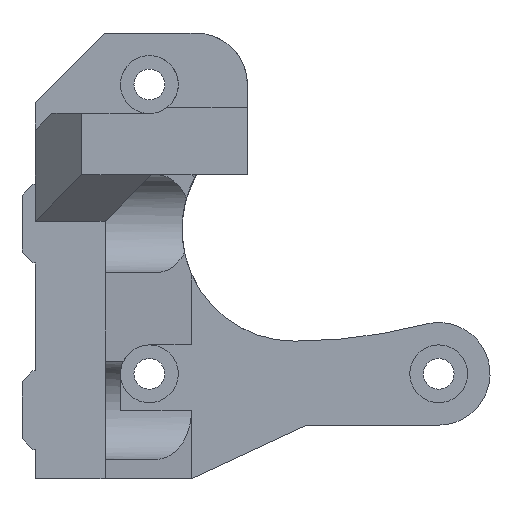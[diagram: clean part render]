
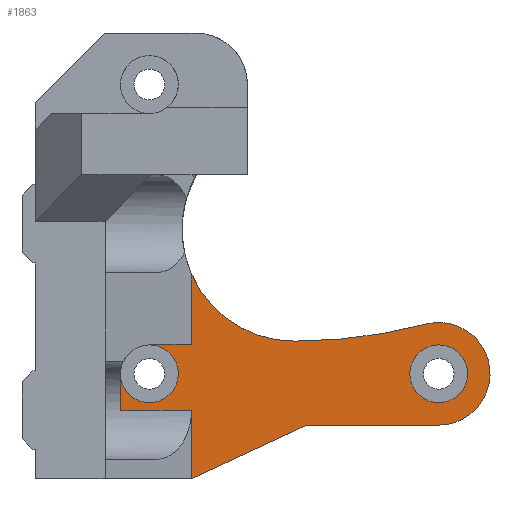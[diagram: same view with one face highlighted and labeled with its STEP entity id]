
A CAD part, front view. The second image highlights one B-rep face of the part: STEP entity #1863.
In plain terms, the highlighted planar face has unit normal (0, -1, 0).
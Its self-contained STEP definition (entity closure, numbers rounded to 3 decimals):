
#23=FACE_BOUND('',#293,.T.);
#57=CIRCLE('',#1960,12.);
#78=CIRCLE('',#2022,3.1);
#79=CIRCLE('',#2023,5.5);
#80=CIRCLE('',#2024,55.563);
#81=CIRCLE('',#2025,3.1);
#179=FACE_OUTER_BOUND('',#292,.T.);
#292=EDGE_LOOP('',(#1509,#1510,#1511,#1512,#1513,#1514,#1515,#1516,#1517,
#1518,#1519));
#293=EDGE_LOOP('',(#1520));
#410=LINE('',#2794,#616);
#457=LINE('',#2925,#663);
#458=LINE('',#2931,#664);
#466=LINE('',#2949,#672);
#478=LINE('',#2989,#684);
#487=LINE('',#3008,#693);
#492=LINE('',#3020,#698);
#616=VECTOR('',#2242,10.);
#663=VECTOR('',#2341,10.);
#664=VECTOR('',#2346,10.);
#672=VECTOR('',#2362,10.);
#684=VECTOR('',#2400,10.);
#693=VECTOR('',#2417,10.);
#698=VECTOR('',#2432,10.);
#795=VERTEX_POINT('',#2741);
#796=VERTEX_POINT('',#2743);
#816=VERTEX_POINT('',#2791);
#817=VERTEX_POINT('',#2793);
#865=VERTEX_POINT('',#2921);
#866=VERTEX_POINT('',#2923);
#867=VERTEX_POINT('',#2927);
#869=VERTEX_POINT('',#2930);
#884=VERTEX_POINT('',#2987);
#892=VERTEX_POINT('',#3019);
#893=VERTEX_POINT('',#3021);
#894=VERTEX_POINT('',#3024);
#987=EDGE_CURVE('',#796,#795,#57,.T.);
#1011=EDGE_CURVE('',#817,#816,#410,.T.);
#1074=EDGE_CURVE('',#866,#865,#457,.T.);
#1076=EDGE_CURVE('',#867,#869,#458,.T.);
#1086=EDGE_CURVE('',#795,#865,#466,.T.);
#1105=EDGE_CURVE('',#884,#867,#478,.T.);
#1115=EDGE_CURVE('',#884,#817,#487,.T.);
#1120=EDGE_CURVE('',#869,#866,#78,.T.);
#1121=EDGE_CURVE('',#816,#892,#492,.T.);
#1122=EDGE_CURVE('',#893,#892,#79,.T.);
#1123=EDGE_CURVE('',#893,#796,#80,.T.);
#1124=EDGE_CURVE('',#894,#894,#81,.T.);
#1509=ORIENTED_EDGE('',*,*,#1086,.T.);
#1510=ORIENTED_EDGE('',*,*,#1074,.F.);
#1511=ORIENTED_EDGE('',*,*,#1120,.F.);
#1512=ORIENTED_EDGE('',*,*,#1076,.F.);
#1513=ORIENTED_EDGE('',*,*,#1105,.F.);
#1514=ORIENTED_EDGE('',*,*,#1115,.T.);
#1515=ORIENTED_EDGE('',*,*,#1011,.T.);
#1516=ORIENTED_EDGE('',*,*,#1121,.T.);
#1517=ORIENTED_EDGE('',*,*,#1122,.F.);
#1518=ORIENTED_EDGE('',*,*,#1123,.T.);
#1519=ORIENTED_EDGE('',*,*,#987,.T.);
#1520=ORIENTED_EDGE('',*,*,#1124,.F.);
#1770=PLANE('',#2021);
#1863=ADVANCED_FACE('',(#179,#23),#1770,.F.);
#1960=AXIS2_PLACEMENT_3D('',#2744,#2204,#2205);
#2021=AXIS2_PLACEMENT_3D('',#3017,#2428,#2429);
#2022=AXIS2_PLACEMENT_3D('',#3018,#2430,#2431);
#2023=AXIS2_PLACEMENT_3D('',#3022,#2433,#2434);
#2024=AXIS2_PLACEMENT_3D('',#3023,#2435,#2436);
#2025=AXIS2_PLACEMENT_3D('',#3025,#2437,#2438);
#2204=DIRECTION('center_axis',(0.,1.,0.));
#2205=DIRECTION('ref_axis',(0.,0.,-1.));
#2242=DIRECTION('',(0.906,0.,0.423));
#2341=DIRECTION('',(1.,0.,0.));
#2346=DIRECTION('',(0.,0.,1.));
#2362=DIRECTION('',(0.,0.,-1.));
#2400=DIRECTION('',(-1.,0.,0.));
#2417=DIRECTION('',(0.,0.,-1.));
#2428=DIRECTION('center_axis',(0.,1.,0.));
#2429=DIRECTION('ref_axis',(1.,0.,0.));
#2430=DIRECTION('center_axis',(0.,-1.,0.));
#2431=DIRECTION('ref_axis',(1.,0.,0.));
#2432=DIRECTION('',(1.,0.,0.));
#2433=DIRECTION('center_axis',(0.,1.,0.));
#2434=DIRECTION('ref_axis',(-0.254,0.,0.967));
#2435=DIRECTION('center_axis',(0.,1.,0.));
#2436=DIRECTION('ref_axis',(0.254,0.,-0.967));
#2437=DIRECTION('center_axis',(0.,-1.,0.));
#2438=DIRECTION('ref_axis',(1.,0.,0.));
#2741=CARTESIAN_POINT('',(4.5,0.,10.704));
#2743=CARTESIAN_POINT('',(15.5,0.,3.5));
#2744=CARTESIAN_POINT('Origin',(15.5,0.,15.5));
#2791=CARTESIAN_POINT('',(16.831,0.,-5.5));
#2793=CARTESIAN_POINT('',(4.5,0.,-11.25));
#2794=CARTESIAN_POINT('',(4.5,0.,-11.25));
#2921=CARTESIAN_POINT('',(4.5,0.,3.1));
#2923=CARTESIAN_POINT('',(0.,0.,3.1));
#2925=CARTESIAN_POINT('',(0.,0.,3.1));
#2927=CARTESIAN_POINT('',(-3.1,0.,-3.9));
#2930=CARTESIAN_POINT('',(-3.1,0.,0.));
#2931=CARTESIAN_POINT('',(-3.1,0.,-3.9));
#2949=CARTESIAN_POINT('',(4.5,0.,16.988));
#2987=CARTESIAN_POINT('',(4.5,0.,-3.9));
#2989=CARTESIAN_POINT('',(-4.75,0.,-3.9));
#3008=CARTESIAN_POINT('',(4.5,0.,16.988));
#3017=CARTESIAN_POINT('Origin',(11.425,0.,12.625));
#3018=CARTESIAN_POINT('Origin',(0.,0.,0.));
#3019=CARTESIAN_POINT('',(31.,0.,-5.5));
#3020=CARTESIAN_POINT('',(16.831,0.,-5.5));
#3021=CARTESIAN_POINT('',(29.604,0.,5.32));
#3022=CARTESIAN_POINT('Origin',(31.,0.,0.));
#3023=CARTESIAN_POINT('Origin',(15.5,0.,59.063));
#3024=CARTESIAN_POINT('',(27.9,0.,0.));
#3025=CARTESIAN_POINT('Origin',(31.,0.,0.));
